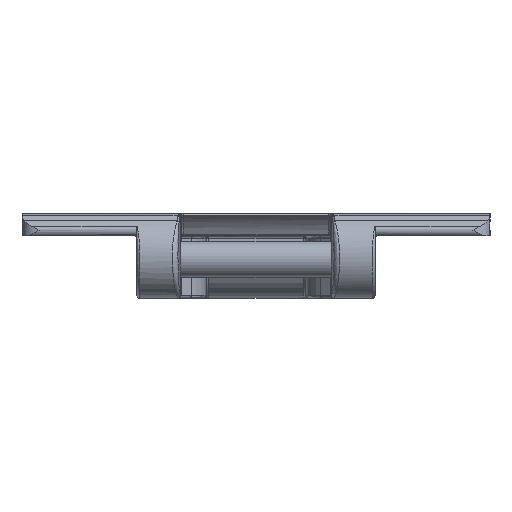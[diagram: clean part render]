
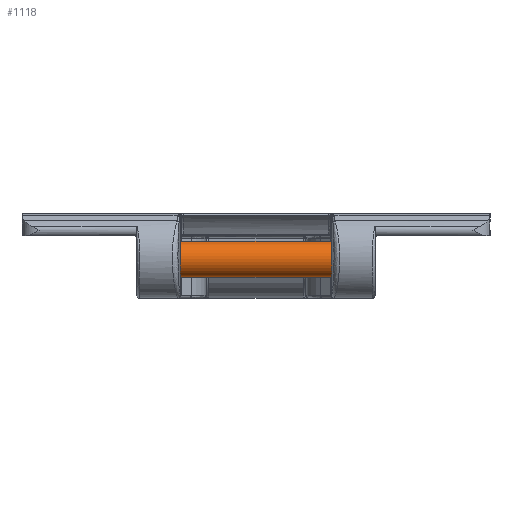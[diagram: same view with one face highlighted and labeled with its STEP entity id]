
A CAD part, front view. The second image highlights one B-rep face of the part: STEP entity #1118.
In plain terms, the highlighted cylindrical face has radius 3.175 mm (diameter 6.35 mm), a partial arc.
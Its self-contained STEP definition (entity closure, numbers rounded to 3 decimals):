
#1118 = ADVANCED_FACE ( 'Face1', ( #16333 ), #5127, .T. ) ;
#4438 = DIRECTION ( 'NONE',  ( -1., 0., 0. ) ) ;
#4989 = DIRECTION ( 'NONE',  ( -1., 0., 0. ) ) ;
#5127 = CYLINDRICAL_SURFACE ( 'NONE', #29623, 3.175 ) ;
#5493 = CARTESIAN_POINT ( 'NONE',  ( -20., 0., -3.175 ) ) ;
#6889 = CARTESIAN_POINT ( 'NONE',  ( 20., 0., 3.175 ) ) ;
#8088 = CARTESIAN_POINT ( 'NONE',  ( 21., 0., -3.175 ) ) ;
#10683 = AXIS2_PLACEMENT_3D ( 'NONE', #35326, #40440, #39958 ) ;
#11547 = VERTEX_POINT ( 'NONE', #5493 ) ;
#14226 = EDGE_CURVE ( 'NONE', #32134, #11547, #41836, .T. ) ;
#14395 = CARTESIAN_POINT ( 'NONE',  ( -20., 0., 3.175 ) ) ;
#14949 = LINE ( 'NONE', #8088, #31069 ) ;
#15933 = DIRECTION ( 'NONE',  ( -1., 0., 0. ) ) ;
#16333 = FACE_OUTER_BOUND ( 'NONE', #36750, .T. ) ;
#16882 = EDGE_CURVE ( 'NONE', #43453, #32134, #23735, .T. ) ;
#18117 = ORIENTED_EDGE ( 'NONE', *, *, #32812, .T. ) ;
#20318 = DIRECTION ( 'NONE',  ( 0., 0., -1. ) ) ;
#21378 = ORIENTED_EDGE ( 'NONE', *, *, #30715, .F. ) ;
#21919 = CIRCLE ( 'NONE', #34396, 3.175 ) ;
#22772 = CARTESIAN_POINT ( 'NONE',  ( 21., 0., 3.175 ) ) ;
#23735 = LINE ( 'NONE', #22772, #36498 ) ;
#23864 = CARTESIAN_POINT ( 'NONE',  ( 20., 0., -3.175 ) ) ;
#29623 = AXIS2_PLACEMENT_3D ( 'NONE', #38551, #38804, #39053 ) ;
#30715 = EDGE_CURVE ( 'NONE', #31787, #11547, #14949, .T. ) ;
#31069 = VECTOR ( 'NONE', #4438, 1000. ) ;
#31787 = VERTEX_POINT ( 'NONE', #23864 ) ;
#32134 = VERTEX_POINT ( 'NONE', #14395 ) ;
#32812 = EDGE_CURVE ( 'NONE', #31787, #43453, #21919, .T. ) ;
#34396 = AXIS2_PLACEMENT_3D ( 'NONE', #38149, #15933, #20318 ) ;
#34993 = ORIENTED_EDGE ( 'NONE', *, *, #14226, .T. ) ;
#35326 = CARTESIAN_POINT ( 'NONE',  ( -20., 0., 0. ) ) ;
#36498 = VECTOR ( 'NONE', #4989, 1000. ) ;
#36750 = EDGE_LOOP ( 'NONE', ( #21378, #18117, #38662, #34993 ) ) ;
#38149 = CARTESIAN_POINT ( 'NONE',  ( 20., 0., 0. ) ) ;
#38551 = CARTESIAN_POINT ( 'NONE',  ( 21., 0., 0. ) ) ;
#38662 = ORIENTED_EDGE ( 'NONE', *, *, #16882, .T. ) ;
#38804 = DIRECTION ( 'NONE',  ( -1., 0., 0. ) ) ;
#39053 = DIRECTION ( 'NONE',  ( 0., 0., 1. ) ) ;
#39958 = DIRECTION ( 'NONE',  ( 0., 0., -1. ) ) ;
#40440 = DIRECTION ( 'NONE',  ( 1., 0., 0. ) ) ;
#41836 = CIRCLE ( 'NONE', #10683, 3.175 ) ;
#43453 = VERTEX_POINT ( 'NONE', #6889 ) ;
